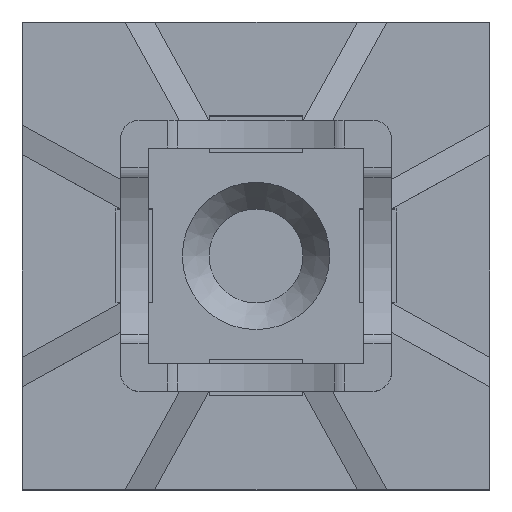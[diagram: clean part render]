
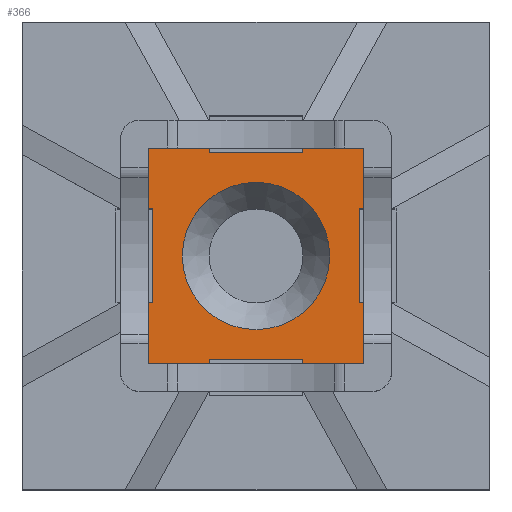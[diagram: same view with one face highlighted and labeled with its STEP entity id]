
A CAD part, top view. The second image highlights one B-rep face of the part: STEP entity #366.
In plain terms, the highlighted planar face has unit normal (0, 0, 1).
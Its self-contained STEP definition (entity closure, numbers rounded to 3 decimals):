
#366 = ADVANCED_FACE( '', ( #702, #703 ), #704, .T. );
#702 = FACE_BOUND( '', #1020, .T. );
#703 = FACE_OUTER_BOUND( '', #1021, .T. );
#704 = PLANE( '', #1022 );
#1020 = EDGE_LOOP( '', ( #1927 ) );
#1021 = EDGE_LOOP( '', ( #1928, #1929, #1930, #1931, #1932, #1933, #1934, #1935, #1936, #1937, #1938, #1939, #1940, #1941, #1942, #1943, #1944, #1945, #1946, #1947 ) );
#1022 = AXIS2_PLACEMENT_3D( '', #1948, #1949, #1950 );
#1927 = ORIENTED_EDGE( '', *, *, #2178, .T. );
#1928 = ORIENTED_EDGE( '', *, *, #2121, .T. );
#1929 = ORIENTED_EDGE( '', *, *, #2102, .T. );
#1930 = ORIENTED_EDGE( '', *, *, #2136, .F. );
#1931 = ORIENTED_EDGE( '', *, *, #2374, .F. );
#1932 = ORIENTED_EDGE( '', *, *, #2358, .T. );
#1933 = ORIENTED_EDGE( '', *, *, #2371, .T. );
#1934 = ORIENTED_EDGE( '', *, *, #2333, .T. );
#1935 = ORIENTED_EDGE( '', *, *, #2373, .F. );
#1936 = ORIENTED_EDGE( '', *, *, #2256, .F. );
#1937 = ORIENTED_EDGE( '', *, *, #2059, .F. );
#1938 = ORIENTED_EDGE( '', *, *, #2198, .F. );
#1939 = ORIENTED_EDGE( '', *, *, #2364, .F. );
#1940 = ORIENTED_EDGE( '', *, *, #2253, .F. );
#1941 = ORIENTED_EDGE( '', *, *, #2175, .F. );
#1942 = ORIENTED_EDGE( '', *, *, #2107, .T. );
#1943 = ORIENTED_EDGE( '', *, *, #2189, .T. );
#1944 = ORIENTED_EDGE( '', *, *, #2344, .T. );
#1945 = ORIENTED_EDGE( '', *, *, #2172, .F. );
#1946 = ORIENTED_EDGE( '', *, *, #2139, .F. );
#1947 = ORIENTED_EDGE( '', *, *, #2244, .T. );
#1948 = CARTESIAN_POINT( '', ( 0., 0., 2. ) );
#1949 = DIRECTION( '', ( 0., 0., 1. ) );
#1950 = DIRECTION( '', ( 1., 0., 0. ) );
#2059 = EDGE_CURVE( '', #2479, #2481, #2482, .T. );
#2102 = EDGE_CURVE( '', #2555, #2553, #2556, .T. );
#2107 = EDGE_CURVE( '', #2564, #2562, #2565, .T. );
#2121 = EDGE_CURVE( '', #2586, #2555, #2589, .T. );
#2136 = EDGE_CURVE( '', #2611, #2553, #2613, .T. );
#2139 = EDGE_CURVE( '', #2616, #2618, #2619, .T. );
#2172 = EDGE_CURVE( '', #2618, #2670, #2671, .T. );
#2175 = EDGE_CURVE( '', #2564, #2675, #2676, .T. );
#2178 = EDGE_CURVE( '', #2679, #2679, #2680, .F. );
#2189 = EDGE_CURVE( '', #2562, #2693, #2695, .T. );
#2198 = EDGE_CURVE( '', #2707, #2479, #2708, .T. );
#2244 = EDGE_CURVE( '', #2616, #2586, #2772, .T. );
#2253 = EDGE_CURVE( '', #2675, #2785, #2786, .T. );
#2256 = EDGE_CURVE( '', #2481, #2790, #2791, .T. );
#2333 = EDGE_CURVE( '', #2887, #2885, #2888, .T. );
#2344 = EDGE_CURVE( '', #2693, #2670, #2899, .T. );
#2358 = EDGE_CURVE( '', #2915, #2913, #2916, .T. );
#2364 = EDGE_CURVE( '', #2785, #2707, #2923, .T. );
#2371 = EDGE_CURVE( '', #2913, #2887, #2930, .T. );
#2373 = EDGE_CURVE( '', #2790, #2885, #2932, .T. );
#2374 = EDGE_CURVE( '', #2915, #2611, #2933, .T. );
#2479 = VERTEX_POINT( '', #3075 );
#2481 = VERTEX_POINT( '', #3078 );
#2482 = LINE( '', #3079, #3080 );
#2553 = VERTEX_POINT( '', #3181 );
#2555 = VERTEX_POINT( '', #3184 );
#2556 = LINE( '', #3185, #3186 );
#2562 = VERTEX_POINT( '', #3194 );
#2564 = VERTEX_POINT( '', #3197 );
#2565 = LINE( '', #3198, #3199 );
#2586 = VERTEX_POINT( '', #3227 );
#2589 = LINE( '', #3232, #3233 );
#2611 = VERTEX_POINT( '', #3263 );
#2613 = LINE( '', #3266, #3267 );
#2616 = VERTEX_POINT( '', #3271 );
#2618 = VERTEX_POINT( '', #3274 );
#2619 = LINE( '', #3275, #3276 );
#2670 = VERTEX_POINT( '', #3349 );
#2671 = LINE( '', #3350, #3351 );
#2675 = VERTEX_POINT( '', #3357 );
#2676 = LINE( '', #3358, #3359 );
#2679 = VERTEX_POINT( '', #3363 );
#2680 = CIRCLE( '', #3364, 4. );
#2693 = VERTEX_POINT( '', #3382 );
#2695 = LINE( '', #3385, #3386 );
#2707 = VERTEX_POINT( '', #3400 );
#2708 = LINE( '', #3401, #3402 );
#2772 = LINE( '', #3498, #3499 );
#2785 = VERTEX_POINT( '', #3516 );
#2786 = LINE( '', #3517, #3518 );
#2790 = VERTEX_POINT( '', #3524 );
#2791 = LINE( '', #3525, #3526 );
#2885 = VERTEX_POINT( '', #3668 );
#2887 = VERTEX_POINT( '', #3671 );
#2888 = LINE( '', #3672, #3673 );
#2899 = LINE( '', #3687, #3688 );
#2913 = VERTEX_POINT( '', #3706 );
#2915 = VERTEX_POINT( '', #3709 );
#2916 = LINE( '', #3710, #3711 );
#2923 = LINE( '', #3722, #3723 );
#2930 = LINE( '', #3731, #3732 );
#2932 = LINE( '', #3734, #3735 );
#2933 = LINE( '', #3736, #3737 );
#3075 = CARTESIAN_POINT( '', ( -2.55, -5.6, 2. ) );
#3078 = CARTESIAN_POINT( '', ( -2.55, -5.85, 2. ) );
#3079 = CARTESIAN_POINT( '', ( -2.55, 0., 2. ) );
#3080 = VECTOR( '', #3807, 1000. );
#3181 = CARTESIAN_POINT( '', ( -2.55, 5.85, 2. ) );
#3184 = CARTESIAN_POINT( '', ( -2.55, 5.6, 2. ) );
#3185 = CARTESIAN_POINT( '', ( -2.55, 0., 2. ) );
#3186 = VECTOR( '', #3854, 1000. );
#3194 = CARTESIAN_POINT( '', ( 5.6, -2.55, 2. ) );
#3197 = CARTESIAN_POINT( '', ( 5.85, -2.55, 2. ) );
#3198 = CARTESIAN_POINT( '', ( 0., -2.55, 2. ) );
#3199 = VECTOR( '', #3858, 1000. );
#3227 = CARTESIAN_POINT( '', ( 2.55, 5.6, 2. ) );
#3232 = CARTESIAN_POINT( '', ( 0., 5.6, 2. ) );
#3233 = VECTOR( '', #3874, 1000. );
#3263 = CARTESIAN_POINT( '', ( -5.85, 5.85, 2. ) );
#3266 = CARTESIAN_POINT( '', ( 0., 5.85, 2. ) );
#3267 = VECTOR( '', #3890, 1000. );
#3271 = CARTESIAN_POINT( '', ( 2.55, 5.85, 2. ) );
#3274 = CARTESIAN_POINT( '', ( 5.85, 5.85, 2. ) );
#3275 = CARTESIAN_POINT( '', ( 0., 5.85, 2. ) );
#3276 = VECTOR( '', #3893, 1000. );
#3349 = CARTESIAN_POINT( '', ( 5.85, 2.55, 2. ) );
#3350 = CARTESIAN_POINT( '', ( 5.85, 0., 2. ) );
#3351 = VECTOR( '', #3925, 1000. );
#3357 = CARTESIAN_POINT( '', ( 5.85, -5.85, 2. ) );
#3358 = CARTESIAN_POINT( '', ( 5.85, 0., 2. ) );
#3359 = VECTOR( '', #3928, 1000. );
#3363 = CARTESIAN_POINT( '', ( 4., 0., 2. ) );
#3364 = AXIS2_PLACEMENT_3D( '', #3930, #3931, #3932 );
#3382 = CARTESIAN_POINT( '', ( 5.6, 2.55, 2. ) );
#3385 = CARTESIAN_POINT( '', ( 5.6, 0., 2. ) );
#3386 = VECTOR( '', #3942, 1000. );
#3400 = CARTESIAN_POINT( '', ( 2.55, -5.6, 2. ) );
#3401 = CARTESIAN_POINT( '', ( 0., -5.6, 2. ) );
#3402 = VECTOR( '', #3954, 1000. );
#3498 = CARTESIAN_POINT( '', ( 2.55, 0., 2. ) );
#3499 = VECTOR( '', #3993, 1000. );
#3516 = CARTESIAN_POINT( '', ( 2.55, -5.85, 2. ) );
#3517 = CARTESIAN_POINT( '', ( 0., -5.85, 2. ) );
#3518 = VECTOR( '', #4007, 1000. );
#3524 = CARTESIAN_POINT( '', ( -5.85, -5.85, 2. ) );
#3525 = CARTESIAN_POINT( '', ( 0., -5.85, 2. ) );
#3526 = VECTOR( '', #4010, 1000. );
#3668 = CARTESIAN_POINT( '', ( -5.85, -2.55, 2. ) );
#3671 = CARTESIAN_POINT( '', ( -5.6, -2.55, 2. ) );
#3672 = CARTESIAN_POINT( '', ( 0., -2.55, 2. ) );
#3673 = VECTOR( '', #4078, 1000. );
#3687 = CARTESIAN_POINT( '', ( 0., 2.55, 2. ) );
#3688 = VECTOR( '', #4085, 1000. );
#3706 = CARTESIAN_POINT( '', ( -5.6, 2.55, 2. ) );
#3709 = CARTESIAN_POINT( '', ( -5.85, 2.55, 2. ) );
#3710 = CARTESIAN_POINT( '', ( 0., 2.55, 2. ) );
#3711 = VECTOR( '', #4091, 1000. );
#3722 = CARTESIAN_POINT( '', ( 2.55, 0., 2. ) );
#3723 = VECTOR( '', #4096, 1000. );
#3731 = CARTESIAN_POINT( '', ( -5.6, 0., 2. ) );
#3732 = VECTOR( '', #4098, 1000. );
#3734 = CARTESIAN_POINT( '', ( -5.85, 0., 2. ) );
#3735 = VECTOR( '', #4099, 1000. );
#3736 = CARTESIAN_POINT( '', ( -5.85, 0., 2. ) );
#3737 = VECTOR( '', #4100, 1000. );
#3807 = DIRECTION( '', ( 0., -1., 0. ) );
#3854 = DIRECTION( '', ( 0., 1., 0. ) );
#3858 = DIRECTION( '', ( -1., 0., 0. ) );
#3874 = DIRECTION( '', ( -1., 0., 0. ) );
#3890 = DIRECTION( '', ( 1., 0., 0. ) );
#3893 = DIRECTION( '', ( 1., 0., 0. ) );
#3925 = DIRECTION( '', ( 0., -1., 0. ) );
#3928 = DIRECTION( '', ( 0., -1., 0. ) );
#3930 = CARTESIAN_POINT( '', ( 0., 0., 2. ) );
#3931 = DIRECTION( '', ( 0., 0., 1. ) );
#3932 = DIRECTION( '', ( 1., 0., 0. ) );
#3942 = DIRECTION( '', ( 0., 1., 0. ) );
#3954 = DIRECTION( '', ( -1., 0., 0. ) );
#3993 = DIRECTION( '', ( 0., -1., 0. ) );
#4007 = DIRECTION( '', ( -1., 0., 0. ) );
#4010 = DIRECTION( '', ( -1., 0., 0. ) );
#4078 = DIRECTION( '', ( -1., 0., 0. ) );
#4085 = DIRECTION( '', ( 1., 0., 0. ) );
#4091 = DIRECTION( '', ( 1., 0., 0. ) );
#4096 = DIRECTION( '', ( 0., 1., 0. ) );
#4098 = DIRECTION( '', ( 0., -1., 0. ) );
#4099 = DIRECTION( '', ( 0., 1., 0. ) );
#4100 = DIRECTION( '', ( 0., 1., 0. ) );
